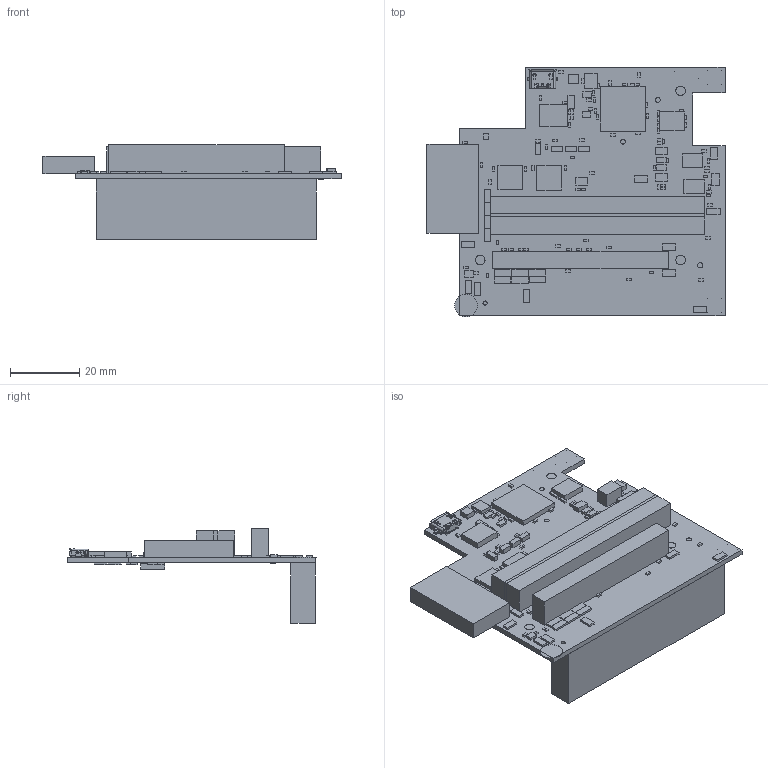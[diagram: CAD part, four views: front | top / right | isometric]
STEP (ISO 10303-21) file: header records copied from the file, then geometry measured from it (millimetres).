
FILE_DESCRIPTION(('FreeCAD Model'),'2;1');
FILE_NAME('1503-0.step', '2018-02-19T14:41:10',('FreeCAD'),('FreeCAD'), 'Open CASCADE STEP processor 6.3','FreeCAD','Unknown');
FILE_SCHEMA(('AUTOMOTIVE_DESIGN_CC2 { 1 2 10303 214 -1 1 5 4 }'));
Length unit declared in the file: millimetre
Products named in the file (187): Board_outline; C1; C10; C12; C13; C14; C15; C16; C17; C18; C19; C2; C20; C21; C22; C23; C24; C25; C26; C27; C28; C3; C35; C38; C39; C4; C40; C41; C42; C43; C44; C45; C46; C47; C48; C49; C5; C50; C51; C52 ...
Bounding box: 86.3 x 72.3 x 27.5 mm (x, y, z)
Volume: 26756.9 mm3; surface area: 23547.9 mm2
Topology: 186 solids, 187 shells, 1653 faces, 3758 edges, 2479 vertices
Faces by surface type: plane 1481, cylinder 160, bspline 6, cone 6
Full cylindrical faces by diameter (mm): 1.2 x1
Entity records: 108996 total; most frequent: CARTESIAN_POINT 28440, DIRECTION 14067, LINE 9897, VECTOR 9897, ORIENTED_EDGE 7508, PCURVE 7508, DEFINITIONAL_REPRESENTATION 7508, EDGE_CURVE 3758
